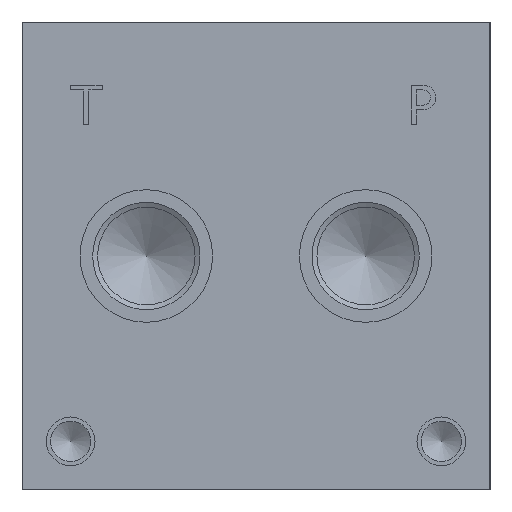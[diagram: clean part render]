
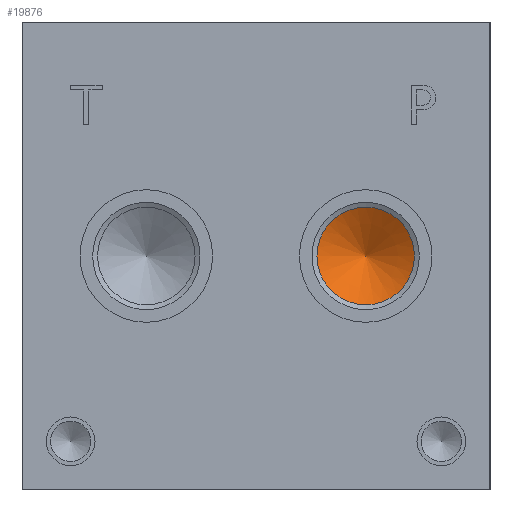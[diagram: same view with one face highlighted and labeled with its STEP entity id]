
A CAD part, left-side view. The second image highlights one B-rep face of the part: STEP entity #19876.
In plain terms, the highlighted conical face has half-angle 60 degrees and reference radius 3.969 mm.
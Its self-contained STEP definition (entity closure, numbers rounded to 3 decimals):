
#197=CONICAL_SURFACE('',#20857,3.969,1.047);
#444=CIRCLE('',#20858,7.938);
#445=CIRCLE('',#20859,7.938);
#2429=FACE_OUTER_BOUND('',#3597,.T.);
#3597=EDGE_LOOP('',(#16922,#16923,#16924,#16925));
#5450=LINE('',#33638,#7159);
#7159=VECTOR('',#24492,3.969);
#9331=VERTEX_POINT('',#33634);
#9332=VERTEX_POINT('',#33635);
#9333=VERTEX_POINT('',#33637);
#11991=EDGE_CURVE('',#9331,#9332,#444,.T.);
#11992=EDGE_CURVE('',#9332,#9333,#5450,.T.);
#11993=EDGE_CURVE('',#9332,#9331,#445,.T.);
#16922=ORIENTED_EDGE('',*,*,#11991,.T.);
#16923=ORIENTED_EDGE('',*,*,#11992,.T.);
#16924=ORIENTED_EDGE('',*,*,#11992,.F.);
#16925=ORIENTED_EDGE('',*,*,#11993,.T.);
#19876=ADVANCED_FACE('',(#2429),#197,.F.);
#20857=AXIS2_PLACEMENT_3D('',#33633,#24488,#24489);
#20858=AXIS2_PLACEMENT_3D('',#33636,#24490,#24491);
#20859=AXIS2_PLACEMENT_3D('',#33639,#24493,#24494);
#24488=DIRECTION('center_axis',(-1.,0.,0.));
#24489=DIRECTION('ref_axis',(0.,1.,0.));
#24490=DIRECTION('center_axis',(-1.,0.,0.));
#24491=DIRECTION('ref_axis',(0.,1.,0.));
#24492=DIRECTION('',(0.5,0.866,0.));
#24493=DIRECTION('center_axis',(-1.,0.,0.));
#24494=DIRECTION('ref_axis',(0.,1.,0.));
#33633=CARTESIAN_POINT('Origin',(34.041,20.244,38.1));
#33634=CARTESIAN_POINT('',(31.75,28.181,38.1));
#33635=CARTESIAN_POINT('',(31.75,12.306,38.1));
#33636=CARTESIAN_POINT('Origin',(31.75,20.244,38.1));
#33637=CARTESIAN_POINT('',(36.333,20.244,38.1));
#33638=CARTESIAN_POINT('',(34.041,16.275,38.1));
#33639=CARTESIAN_POINT('Origin',(31.75,20.244,38.1));
